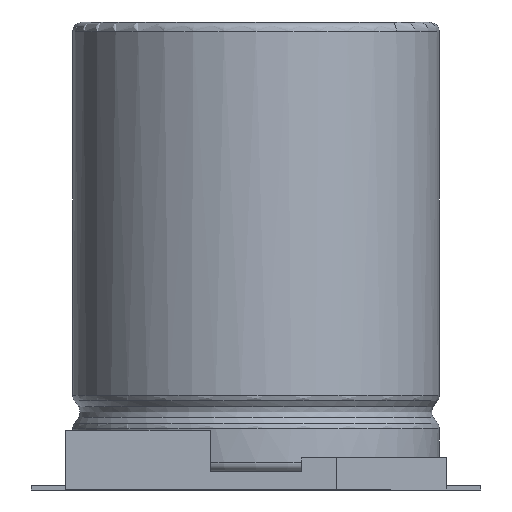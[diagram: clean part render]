
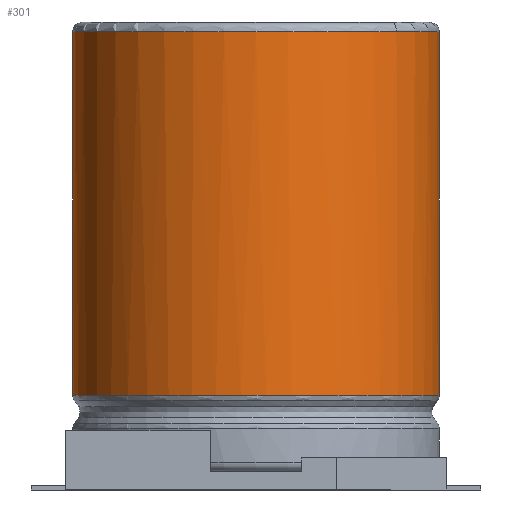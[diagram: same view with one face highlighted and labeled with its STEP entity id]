
A CAD part, front view. The second image highlights one B-rep face of the part: STEP entity #301.
In plain terms, the highlighted cylindrical face has radius 4 mm (diameter 8 mm), a full revolution.
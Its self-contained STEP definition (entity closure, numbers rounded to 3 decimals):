
#152 = TOROIDAL_SURFACE('',#153,3.8,0.2);
#153 = AXIS2_PLACEMENT_3D('',#154,#155,#156);
#154 = CARTESIAN_POINT('',(0.,0.,10.));
#155 = DIRECTION('',(0.,0.,1.));
#156 = DIRECTION('',(1.,0.,0.));
#199 = EDGE_CURVE('',#200,#200,#202,.T.);
#200 = VERTEX_POINT('',#201);
#201 = CARTESIAN_POINT('',(4.,0.,10.));
#202 = SURFACE_CURVE('',#203,(#208,#215),.PCURVE_S1.);
#203 = CIRCLE('',#204,4.);
#204 = AXIS2_PLACEMENT_3D('',#205,#206,#207);
#205 = CARTESIAN_POINT('',(0.,0.,10.));
#206 = DIRECTION('',(0.,0.,-1.));
#207 = DIRECTION('',(1.,0.,0.));
#208 = PCURVE('',#152,#209);
#209 = DEFINITIONAL_REPRESENTATION('',(#210),#214);
#210 = LINE('',#211,#212);
#211 = CARTESIAN_POINT('',(-0.,0.));
#212 = VECTOR('',#213,1.);
#213 = DIRECTION('',(-1.,0.));
#214 = ( GEOMETRIC_REPRESENTATION_CONTEXT(2) 
PARAMETRIC_REPRESENTATION_CONTEXT() REPRESENTATION_CONTEXT('2D SPACE',''
  ) );
#215 = PCURVE('',#216,#221);
#216 = CYLINDRICAL_SURFACE('',#217,4.);
#217 = AXIS2_PLACEMENT_3D('',#218,#219,#220);
#218 = CARTESIAN_POINT('',(0.,0.,10.2));
#219 = DIRECTION('',(0.,0.,-1.));
#220 = DIRECTION('',(1.,0.,0.));
#221 = DEFINITIONAL_REPRESENTATION('',(#222),#226);
#222 = LINE('',#223,#224);
#223 = CARTESIAN_POINT('',(0.,0.2));
#224 = VECTOR('',#225,1.);
#225 = DIRECTION('',(1.,0.));
#226 = ( GEOMETRIC_REPRESENTATION_CONTEXT(2) 
PARAMETRIC_REPRESENTATION_CONTEXT() REPRESENTATION_CONTEXT('2D SPACE',''
  ) );
#301 = ADVANCED_FACE('',(#302),#216,.T.);
#302 = FACE_BOUND('',#303,.T.);
#303 = EDGE_LOOP('',(#304,#327,#328,#329));
#304 = ORIENTED_EDGE('',*,*,#305,.F.);
#305 = EDGE_CURVE('',#200,#306,#308,.T.);
#306 = VERTEX_POINT('',#307);
#307 = CARTESIAN_POINT('',(4.,0.,2.063));
#308 = SEAM_CURVE('',#309,(#313,#320),.PCURVE_S1.);
#309 = LINE('',#310,#311);
#310 = CARTESIAN_POINT('',(4.,0.,10.2));
#311 = VECTOR('',#312,1.);
#312 = DIRECTION('',(0.,0.,-1.));
#313 = PCURVE('',#216,#314);
#314 = DEFINITIONAL_REPRESENTATION('',(#315),#319);
#315 = LINE('',#316,#317);
#316 = CARTESIAN_POINT('',(0.,0.));
#317 = VECTOR('',#318,1.);
#318 = DIRECTION('',(0.,1.));
#319 = ( GEOMETRIC_REPRESENTATION_CONTEXT(2) 
PARAMETRIC_REPRESENTATION_CONTEXT() REPRESENTATION_CONTEXT('2D SPACE',''
  ) );
#320 = PCURVE('',#216,#321);
#321 = DEFINITIONAL_REPRESENTATION('',(#322),#326);
#322 = LINE('',#323,#324);
#323 = CARTESIAN_POINT('',(6.283,0.));
#324 = VECTOR('',#325,1.);
#325 = DIRECTION('',(0.,1.));
#326 = ( GEOMETRIC_REPRESENTATION_CONTEXT(2) 
PARAMETRIC_REPRESENTATION_CONTEXT() REPRESENTATION_CONTEXT('2D SPACE',''
  ) );
#327 = ORIENTED_EDGE('',*,*,#199,.T.);
#328 = ORIENTED_EDGE('',*,*,#305,.T.);
#329 = ORIENTED_EDGE('',*,*,#330,.F.);
#330 = EDGE_CURVE('',#306,#306,#331,.T.);
#331 = SURFACE_CURVE('',#332,(#347,#369),.PCURVE_S1.);
#332 = ( BOUNDED_CURVE() B_SPLINE_CURVE(13,(#333,#334,#335,#336,#337,
    #338,#339,#340,#341,#342,#343,#344,#345,#346),.UNSPECIFIED.,.T.,.F.)
 B_SPLINE_CURVE_WITH_KNOTS((14,14),(0.,25.133),
.PIECEWISE_BEZIER_KNOTS.) CURVE() GEOMETRIC_REPRESENTATION_ITEM() 
RATIONAL_B_SPLINE_CURVE((1.,1.,1.,1.,1.,1.,
    1.,1.,1.,1.,
1.,1.,1.,1.)) REPRESENTATION_ITEM('') );
#333 = CARTESIAN_POINT('',(4.,0.,2.063));
#334 = CARTESIAN_POINT('',(4.,-1.905,2.063));
#335 = CARTESIAN_POINT('',(3.015,-3.855,2.063
    ));
#336 = CARTESIAN_POINT('',(0.989,-5.248,2.063
    ));
#337 = CARTESIAN_POINT('',(-1.8,-5.462,
    2.063));
#338 = CARTESIAN_POINT('',(-4.209,-3.977,2.063
    ));
#339 = CARTESIAN_POINT('',(-5.976,-1.808,
    2.063));
#340 = CARTESIAN_POINT('',(-5.976,1.808,2.063));
#341 = CARTESIAN_POINT('',(-4.209,3.977,2.063)
  );
#342 = CARTESIAN_POINT('',(-1.8,5.462,2.063
    ));
#343 = CARTESIAN_POINT('',(0.989,5.248,2.063));
#344 = CARTESIAN_POINT('',(3.015,3.855,2.063)
  );
#345 = CARTESIAN_POINT('',(4.,1.905,2.063));
#346 = CARTESIAN_POINT('',(4.,0.,2.063));
#347 = PCURVE('',#216,#348);
#348 = DEFINITIONAL_REPRESENTATION('',(#349),#368);
#349 = B_SPLINE_CURVE_WITH_KNOTS('',9,(#350,#351,#352,#353,#354,#355,
    #356,#357,#358,#359,#360,#361,#362,#363,#364,#365,#366,#367),
  .UNSPECIFIED.,.F.,.F.,(10,8,10),(0.,12.566,
    25.133),.UNSPECIFIED.);
#350 = CARTESIAN_POINT('',(0.,8.137));
#351 = CARTESIAN_POINT('',(0.344,8.137));
#352 = CARTESIAN_POINT('',(0.694,8.137));
#353 = CARTESIAN_POINT('',(1.045,8.137));
#354 = CARTESIAN_POINT('',(1.396,8.137));
#355 = CARTESIAN_POINT('',(1.745,8.137));
#356 = CARTESIAN_POINT('',(2.095,8.137));
#357 = CARTESIAN_POINT('',(2.443,8.137));
#358 = CARTESIAN_POINT('',(2.793,8.137));
#359 = CARTESIAN_POINT('',(3.491,8.137));
#360 = CARTESIAN_POINT('',(3.84,8.137));
#361 = CARTESIAN_POINT('',(4.189,8.137));
#362 = CARTESIAN_POINT('',(4.538,8.137));
#363 = CARTESIAN_POINT('',(4.887,8.137));
#364 = CARTESIAN_POINT('',(5.238,8.137));
#365 = CARTESIAN_POINT('',(5.589,8.137));
#366 = CARTESIAN_POINT('',(5.939,8.137));
#367 = CARTESIAN_POINT('',(6.283,8.137));
#368 = ( GEOMETRIC_REPRESENTATION_CONTEXT(2) 
PARAMETRIC_REPRESENTATION_CONTEXT() REPRESENTATION_CONTEXT('2D SPACE',''
  ) );
#369 = PCURVE('',#370,#413);
#370 = ( BOUNDED_SURFACE() B_SPLINE_SURFACE(2,13,(
    (#371,#372,#373,#374,#375,#376,#377,#378,#379,#380,#381,#382,#383
      ,#384)
    ,(#385,#386,#387,#388,#389,#390,#391,#392,#393,#394,#395,#396,#397
      ,#398)
    ,(#399,#400,#401,#402,#403,#404,#405,#406,#407,#408,#409,#410,#411
,#412
    )),.UNSPECIFIED.,.F.,.T.,.F.) B_SPLINE_SURFACE_WITH_KNOTS((3,3),(14,
    14),(0.,25.133),(0.,25.133),
.PIECEWISE_BEZIER_KNOTS.) GEOMETRIC_REPRESENTATION_ITEM() 
RATIONAL_B_SPLINE_SURFACE((
    (1.,1.,1.,1.,1.,1.,1.
      ,1.,1.,1.,1.,1.,1.
      ,1.)
    ,(0.954,0.954,0.954,0.954
      ,0.954,0.954,0.954,0.954
      ,0.954,0.954,0.954,0.954
      ,0.954,0.954)
    ,(1.,1.,1.,1.,1.,1.,1.
      ,1.,1.,1.,1.,1.,1.
,1.))) REPRESENTATION_ITEM('') SURFACE() );
#371 = CARTESIAN_POINT('',(4.,0.,2.063));
#372 = CARTESIAN_POINT('',(4.,-1.905,2.063));
#373 = CARTESIAN_POINT('',(3.015,-3.855,2.063
    ));
#374 = CARTESIAN_POINT('',(0.989,-5.248,2.063
    ));
#375 = CARTESIAN_POINT('',(-1.8,-5.462,
    2.063));
#376 = CARTESIAN_POINT('',(-4.209,-3.977,2.063
    ));
#377 = CARTESIAN_POINT('',(-5.976,-1.808,
    2.063));
#378 = CARTESIAN_POINT('',(-5.976,1.808,2.063));
#379 = CARTESIAN_POINT('',(-4.209,3.977,2.063)
  );
#380 = CARTESIAN_POINT('',(-1.8,5.462,2.063
    ));
#381 = CARTESIAN_POINT('',(0.989,5.248,2.063));
#382 = CARTESIAN_POINT('',(3.015,3.855,2.063)
  );
#383 = CARTESIAN_POINT('',(4.,1.905,2.063));
#384 = CARTESIAN_POINT('',(4.,0.,2.063));
#385 = CARTESIAN_POINT('',(4.,0.,2.));
#386 = CARTESIAN_POINT('',(4.,-1.905,2.));
#387 = CARTESIAN_POINT('',(3.015,-3.855,2.));
#388 = CARTESIAN_POINT('',(0.989,-5.248,2.));
#389 = CARTESIAN_POINT('',(-1.8,-5.462,
    2.));
#390 = CARTESIAN_POINT('',(-4.209,-3.977,
    2.));
#391 = CARTESIAN_POINT('',(-5.976,-1.808,
    2.));
#392 = CARTESIAN_POINT('',(-5.976,1.808,2.
    ));
#393 = CARTESIAN_POINT('',(-4.209,3.977,2.
    ));
#394 = CARTESIAN_POINT('',(-1.8,5.462,2.
    ));
#395 = CARTESIAN_POINT('',(0.989,5.248,2.));
#396 = CARTESIAN_POINT('',(3.015,3.855,2.));
#397 = CARTESIAN_POINT('',(4.,1.905,2.));
#398 = CARTESIAN_POINT('',(4.,0.,2.));
#399 = CARTESIAN_POINT('',(3.964,0.,
    1.948));
#400 = CARTESIAN_POINT('',(3.964,-1.888,1.948
    ));
#401 = CARTESIAN_POINT('',(2.988,-3.82,1.948
    ));
#402 = CARTESIAN_POINT('',(0.98,-5.201,1.948
    ));
#403 = CARTESIAN_POINT('',(-1.784,-5.413,1.948
    ));
#404 = CARTESIAN_POINT('',(-4.171,-3.941,1.948
    ));
#405 = CARTESIAN_POINT('',(-5.922,-1.792,
    1.948));
#406 = CARTESIAN_POINT('',(-5.922,1.792,1.948
    ));
#407 = CARTESIAN_POINT('',(-4.171,3.941,1.948)
  );
#408 = CARTESIAN_POINT('',(-1.784,5.413,1.948
    ));
#409 = CARTESIAN_POINT('',(0.98,5.201,1.948)
  );
#410 = CARTESIAN_POINT('',(2.988,3.82,1.948)
  );
#411 = CARTESIAN_POINT('',(3.964,1.888,1.948)
  );
#412 = CARTESIAN_POINT('',(3.964,0.,
    1.948));
#413 = DEFINITIONAL_REPRESENTATION('',(#414),#418);
#414 = LINE('',#415,#416);
#415 = CARTESIAN_POINT('',(0.,0.));
#416 = VECTOR('',#417,1.);
#417 = DIRECTION('',(0.,1.));
#418 = ( GEOMETRIC_REPRESENTATION_CONTEXT(2) 
PARAMETRIC_REPRESENTATION_CONTEXT() REPRESENTATION_CONTEXT('2D SPACE',''
  ) );
